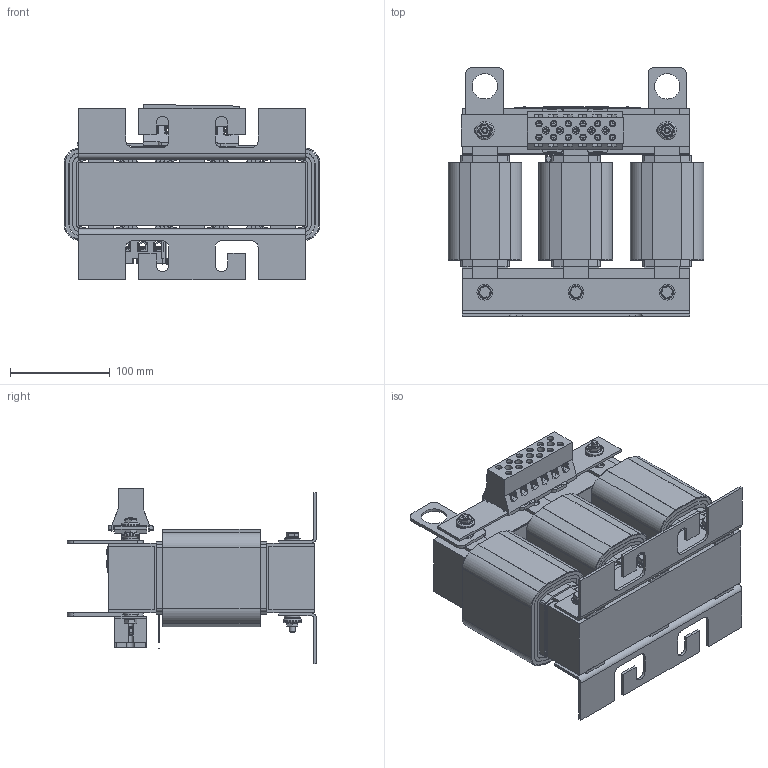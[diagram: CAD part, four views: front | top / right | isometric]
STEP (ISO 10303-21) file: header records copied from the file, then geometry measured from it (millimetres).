
FILE_DESCRIPTION(/* description */ (''),/* implementation_level */ '2;1');
FILE_NAME(/* name */ 'KTRMG35C.stp',/* time_stamp */ '2021-07-12T08:57:47-05:00',/* author */ ('DWROBLEW'),/* organization */ (''),/* preprocessor_version */ 'ST-DEVELOPER v17.2',/* originating_system */ 'Autodesk Inventor 2019',/* authorisation */ '');
FILE_SCHEMA (('AUTOMOTIVE_DESIGN { 1 0 10303 214 3 1 1 }'));
Length unit declared in the file: inch
Products named in the file (23): KTRMG35C; 22253; 15139; 23412-2.50; 24262; 19324; 3933; 1505-1763-4495 ASSEMBLY; 30097- LARGE  BLANK  (REACTOR); 28453; 28453_1; 11923insert-hex head; 11923-1; 11923-HEX SCREW; 31553; 29477-SHORT LEADS; 1505; 3935; 1763-4495 ASSEMBLY; 4495; 1763; 31621-1; 14518
Assembly tree (50 placements, depth 4):
  KTRMG35C
    23412-2.50  x2
    15139  x2
    22253  x3
    24262  x2
    19324
    1505  x3
    1505-1763-4495 ASSEMBLY  x5
      4495
      1763
      1505
    3933  x3
    3935  x3
    1763-4495 ASSEMBLY  x7
      4495
      1763
    30097- LARGE  BLANK  (REACTOR)
    28453
      28453_1
      11923insert-hex head  x3
        11923-1
        11923-HEX SCREW
    31553
    29477-SHORT LEADS
    31621-1  x2
    14518
Bounding box: 256.64 x 250.05 x 175.68 mm (x, y, z)
Volume: 3754795.9 mm3; surface area: 1221332.7 mm2
Topology: 94 solids, 94 shells, 2471 faces, 6254 edges, 4048 vertices
Faces by surface type: plane 1497, cylinder 743, bspline 166, cone 42, torus 19, sphere 4
Full cylindrical faces by diameter (mm): 0.762 x2, 1.524 x2, 2.425 x2, 2.642 x2, 2.794 x3, 3.962 x5, 3.974 x2, 4.166 x2, 4.496 x3, 4.724 x2, 4.898 x5, 5.08 x12, 5.083 x1, 5.172 x30, 6.124 x5, 6.147 x12, 6.35 x47, 6.375 x12, 6.379 x1, 6.604 x6, 7.01 x6, 7.137 x12, 7.341 x5, 7.62 x12, 8.128 x4, 8.738 x6, 9.652 x6, 9.906 x2, 12.7 x12, 15.875 x12
Entity records: 50308 total; most frequent: CARTESIAN_POINT 12240, ORIENTED_EDGE 7836, DIRECTION 7147, EDGE_CURVE 3918, LINE 2793, VECTOR 2793, VERTEX_POINT 2574, AXIS2_PLACEMENT_3D 2177
